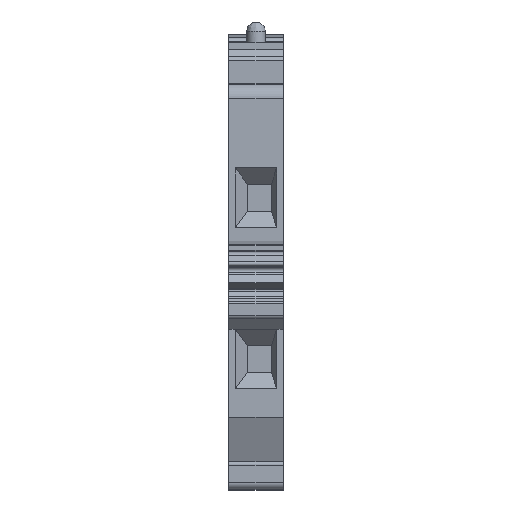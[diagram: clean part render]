
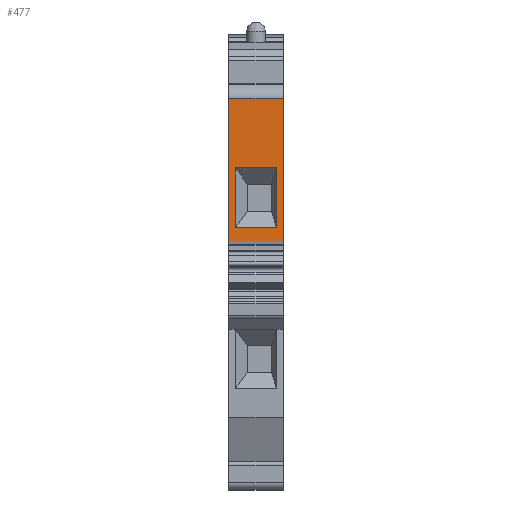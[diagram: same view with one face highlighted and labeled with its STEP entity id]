
A CAD part, left-side view. The second image highlights one B-rep face of the part: STEP entity #477.
In plain terms, the highlighted planar face has unit normal (-1, 0, 0).
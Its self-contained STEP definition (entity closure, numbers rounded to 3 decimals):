
#477 = ADVANCED_FACE( '', ( #1107, #1108 ), #1109, .T. );
#1107 = FACE_BOUND( '', #1928, .T. );
#1108 = FACE_OUTER_BOUND( '', #1929, .T. );
#1109 = PLANE( '', #1930 );
#1928 = EDGE_LOOP( '', ( #3195, #3196, #3197, #3198 ) );
#1929 = EDGE_LOOP( '', ( #3199, #3200, #3201, #3202 ) );
#1930 = AXIS2_PLACEMENT_3D( '', #3203, #3204, #3205 );
#3195 = ORIENTED_EDGE( '', *, *, #5353, .F. );
#3196 = ORIENTED_EDGE( '', *, *, #5209, .F. );
#3197 = ORIENTED_EDGE( '', *, *, #5354, .F. );
#3198 = ORIENTED_EDGE( '', *, *, #5355, .F. );
#3199 = ORIENTED_EDGE( '', *, *, #5356, .F. );
#3200 = ORIENTED_EDGE( '', *, *, #4924, .F. );
#3201 = ORIENTED_EDGE( '', *, *, #5357, .T. );
#3202 = ORIENTED_EDGE( '', *, *, #5193, .T. );
#3203 = CARTESIAN_POINT( '', ( -28.299, 8., 5.056 ) );
#3204 = DIRECTION( '', ( -1., 0., 0. ) );
#3205 = DIRECTION( '', ( 0., 0., 1. ) );
#4924 = EDGE_CURVE( '', #5930, #5926, #5932, .T. );
#5193 = EDGE_CURVE( '', #6394, #6391, #6395, .T. );
#5209 = EDGE_CURVE( '', #6420, #6418, #6422, .T. );
#5353 = EDGE_CURVE( '', #6418, #6656, #6657, .T. );
#5354 = EDGE_CURVE( '', #6658, #6420, #6659, .T. );
#5355 = EDGE_CURVE( '', #6656, #6658, #6660, .T. );
#5356 = EDGE_CURVE( '', #5926, #6391, #6661, .T. );
#5357 = EDGE_CURVE( '', #5930, #6394, #6662, .T. );
#5926 = VERTEX_POINT( '', #7409 );
#5930 = VERTEX_POINT( '', #7414 );
#5932 = LINE( '', #7416, #7417 );
#6391 = VERTEX_POINT( '', #8041 );
#6394 = VERTEX_POINT( '', #8045 );
#6395 = LINE( '', #8046, #8047 );
#6418 = VERTEX_POINT( '', #8080 );
#6420 = VERTEX_POINT( '', #8083 );
#6422 = LINE( '', #8086, #8087 );
#6656 = VERTEX_POINT( '', #8415 );
#6657 = LINE( '', #8416, #8417 );
#6658 = VERTEX_POINT( '', #8418 );
#6659 = LINE( '', #8419, #8420 );
#6660 = LINE( '', #8421, #8422 );
#6661 = LINE( '', #8423, #8424 );
#6662 = LINE( '', #8425, #8426 );
#7409 = CARTESIAN_POINT( '', ( -28.299, 0., 23.906 ) );
#7414 = CARTESIAN_POINT( '', ( -28.299, 8., 23.906 ) );
#7416 = CARTESIAN_POINT( '', ( -28.299, 8., 23.906 ) );
#7417 = VECTOR( '', #9407, 1000. );
#8041 = CARTESIAN_POINT( '', ( -28.299, 0., 3.081 ) );
#8045 = CARTESIAN_POINT( '', ( -28.299, 8., 3.081 ) );
#8046 = CARTESIAN_POINT( '', ( -28.299, 8., 3.081 ) );
#8047 = VECTOR( '', #9706, 1000. );
#8080 = CARTESIAN_POINT( '', ( -28.299, 1., 5.056 ) );
#8083 = CARTESIAN_POINT( '', ( -28.299, 7., 5.056 ) );
#8086 = CARTESIAN_POINT( '', ( -28.299, 7., 5.056 ) );
#8087 = VECTOR( '', #9719, 1000. );
#8415 = CARTESIAN_POINT( '', ( -28.299, 1., 13.756 ) );
#8416 = CARTESIAN_POINT( '', ( -28.299, 1., 13.756 ) );
#8417 = VECTOR( '', #9862, 1000. );
#8418 = CARTESIAN_POINT( '', ( -28.299, 7., 13.756 ) );
#8419 = CARTESIAN_POINT( '', ( -28.299, 7., 13.756 ) );
#8420 = VECTOR( '', #9863, 1000. );
#8421 = CARTESIAN_POINT( '', ( -28.299, 7., 13.756 ) );
#8422 = VECTOR( '', #9864, 1000. );
#8423 = CARTESIAN_POINT( '', ( -28.299, 0., 5.056 ) );
#8424 = VECTOR( '', #9865, 1000. );
#8425 = CARTESIAN_POINT( '', ( -28.299, 8., 23.906 ) );
#8426 = VECTOR( '', #9866, 1000. );
#9407 = DIRECTION( '', ( 0., -1., 0. ) );
#9706 = DIRECTION( '', ( 0., -1., 0. ) );
#9719 = DIRECTION( '', ( 0., -1., 0. ) );
#9862 = DIRECTION( '', ( 0., 0., 1. ) );
#9863 = DIRECTION( '', ( 0., 0., -1. ) );
#9864 = DIRECTION( '', ( 0., 1., 0. ) );
#9865 = DIRECTION( '', ( 0., 0., -1. ) );
#9866 = DIRECTION( '', ( 0., 0., -1. ) );
